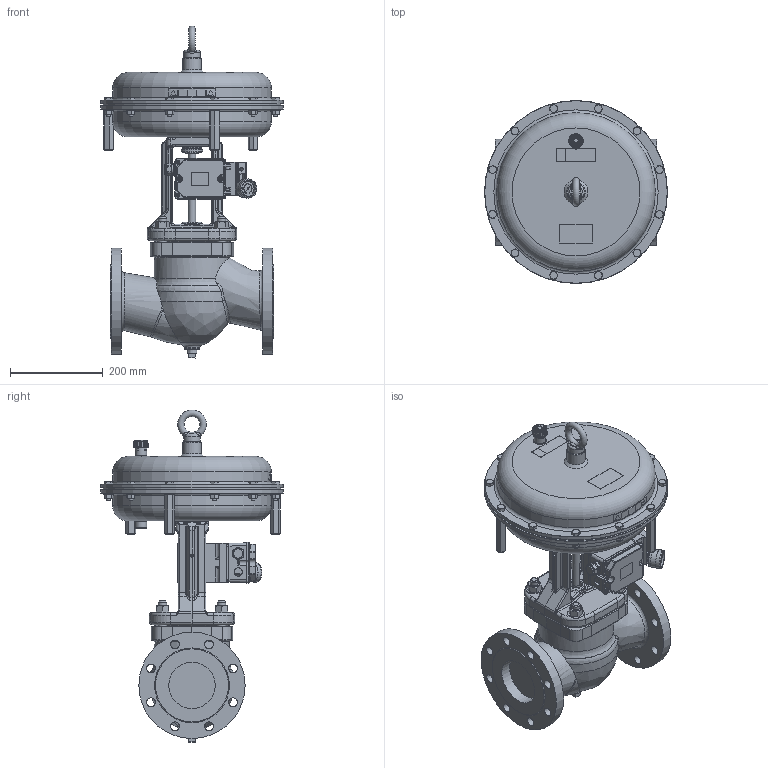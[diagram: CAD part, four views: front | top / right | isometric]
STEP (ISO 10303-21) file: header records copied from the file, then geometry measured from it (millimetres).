
FILE_DESCRIPTION(/* description */ (''),/* implementation_level */ '2;1');
FILE_NAME(/* name */ 'rct20-100-a0150-00.stp',/* time_stamp */ '2025-01-15T10:31:53+09:00',/* author */ ('nakaot'),/* organization */ (''),/* preprocessor_version */ 'ST-DEVELOPER v18.1',/* originating_system */ 'Autodesk Inventor 2022',/* authorisation */ '');
FILE_SCHEMA (('AUTOMOTIVE_DESIGN { 1 0 10303 214 3 1 1 }'));
Products named in the file (1): 100A-CT20_ASME150_4004_Fix
Bounding box: 393.99 x 393.99 x 715 mm (x, y, z)
Volume: 23517631.8 mm3; surface area: 1093522.8 mm2
Topology: 1 solids, 1 shells, 3471 faces, 8801 edges, 5481 vertices
Faces by surface type: plane 1280, cylinder 797, bspline 597, cone 574, torus 178, sphere 45
Full cylindrical faces by diameter (mm): 1 x1, 1.5 x4, 1.72 x2, 2 x2, 4 x2, 4.2 x1, 4.4 x2, 4.5 x4, 5 x1, 5.2 x1, 6.8 x2, 7.2 x2, 8 x3, 8.16 x30, 8.4 x1, 8.57 x1, 8.6 x4, 9.5 x2, 10 x12, 10.5 x18, 14 x2, 15.95 x1, 16 x4, 18 x16, 19 x16, 20 x5, 21 x12, 22 x4, 22.9 x1, 23 x1
Entity records: 140938 total; most frequent: CARTESIAN_POINT 58436, ORIENTED_EDGE 17526, DIRECTION 15516, EDGE_CURVE 8763, AXIS2_PLACEMENT_3D 6051, VERTEX_POINT 5481, EDGE_LOOP 3786, STYLED_ITEM 3472
